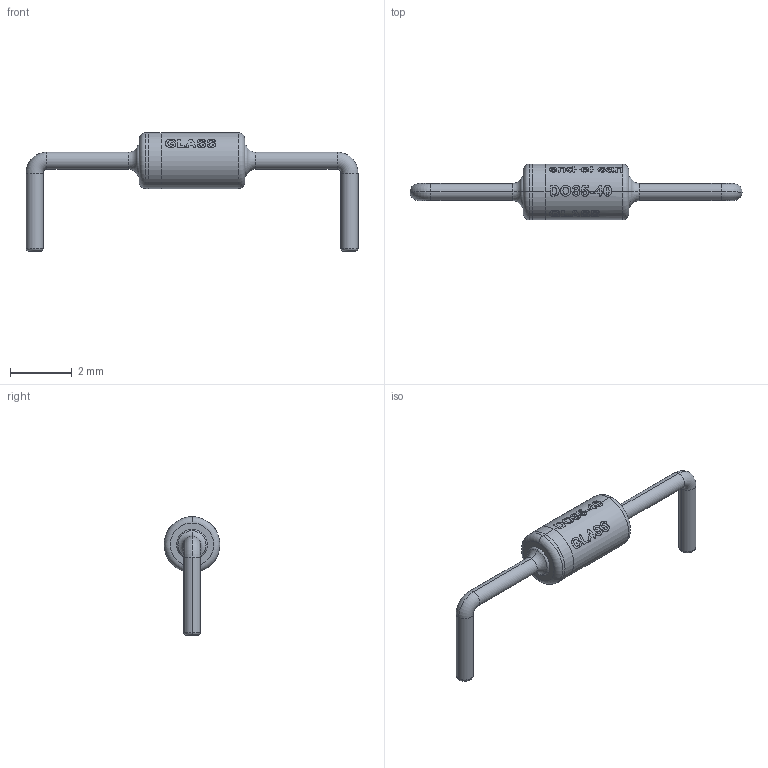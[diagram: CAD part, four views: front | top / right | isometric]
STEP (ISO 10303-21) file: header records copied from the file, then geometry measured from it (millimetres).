
FILE_DESCRIPTION (( 'STEP AP214' ), '1' );
FILE_NAME ('F9C973D1-E616-48EC-AAF7-CFC2C38A9D3A.STEP', '2022-09-27T20:14:07', ( '' ), ( '' ), 'SwSTEP 2.0', 'SolidWorks 2022', '' );
FILE_SCHEMA (( 'AUTOMOTIVE_DESIGN' ));
Length unit declared in the file: millimetre
Products named in the file (1): F9C973D1-E616-48EC-AAF7-CFC2C38A9D3A
Bounding box: 10.71 x 1.8 x 3.82 mm (x, y, z)
Volume: 11.6 mm3; surface area: 44.1 mm2
Topology: 1 solids, 1 shells, 71 faces, 401 edges, 360 vertices
Faces by surface type: cylinder 45, torus 20, plane 6
Entity records: 5887 total; most frequent: CARTESIAN_POINT 2176, ORIENTED_EDGE 802, EDGE_CURVE 401, DIRECTION 376, VERTEX_POINT 360, B_SPLINE_CURVE_WITH_KNOTS 261, AXIS2_PLACEMENT_3D 164, EDGE_LOOP 99
